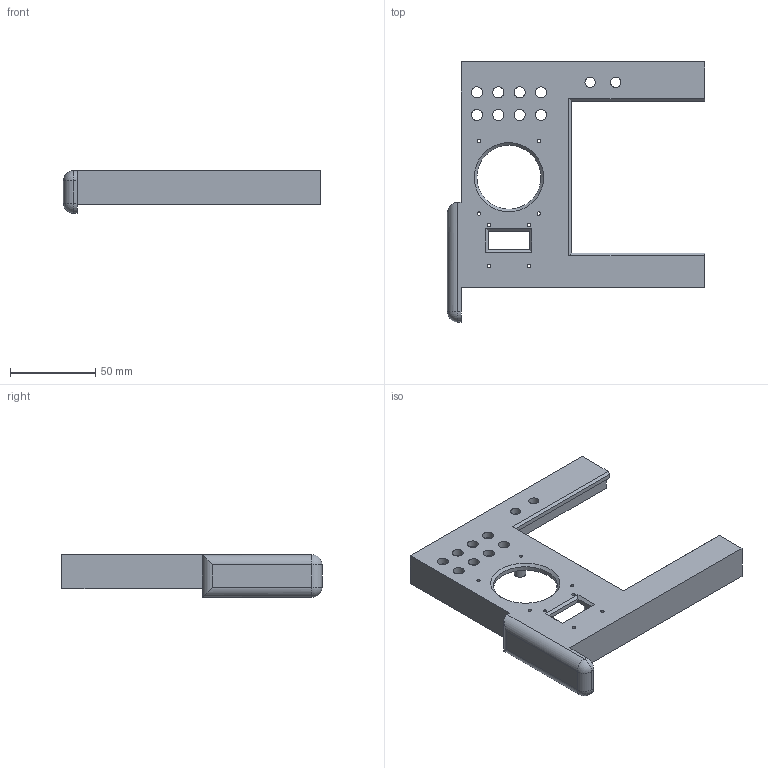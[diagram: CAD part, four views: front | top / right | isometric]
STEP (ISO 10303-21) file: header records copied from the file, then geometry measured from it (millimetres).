
FILE_DESCRIPTION(('FreeCAD Model'),'2;1');
FILE_NAME('Open CASCADE Shape Model','2025-12-28T11:25:19',(''),(''), 'Open CASCADE STEP processor 7.8','FreeCAD','Unknown');
FILE_SCHEMA(('AUTOMOTIVE_DESIGN { 1 0 10303 214 1 1 1 1 }'));
Length unit declared in the file: millimetre
Products named in the file (1): MultipartCutPocket
Bounding box: 150.5 x 152.25 x 25 mm (x, y, z)
Volume: 91057.2 mm3; surface area: 48108.8 mm2
Topology: 1 solids, 1 shells, 137 faces, 375 edges, 238 vertices
Faces by surface type: plane 84, cylinder 50, sphere 2, cone 1
Full cylindrical faces by diameter (mm): 2 x13, 3 x12, 6 x2, 6.5 x8, 7 x2, 37.5 x1
Entity records: 4914 total; most frequent: CARTESIAN_POINT 1289, DIRECTION 736, ORIENTED_EDGE 730, EDGE_CURVE 365, AXIS2_PLACEMENT_3D 247, LINE 242, VECTOR 242, VERTEX_POINT 234
